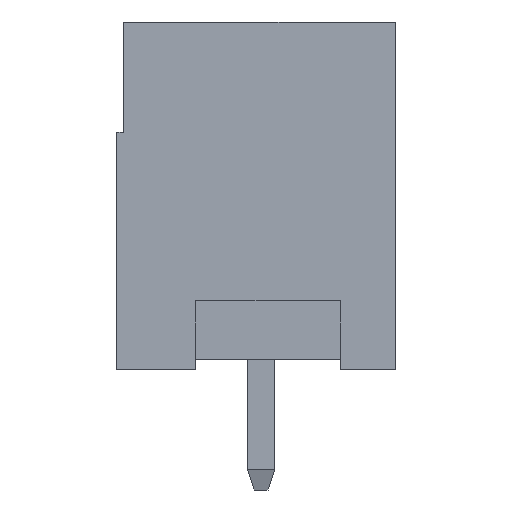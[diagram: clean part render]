
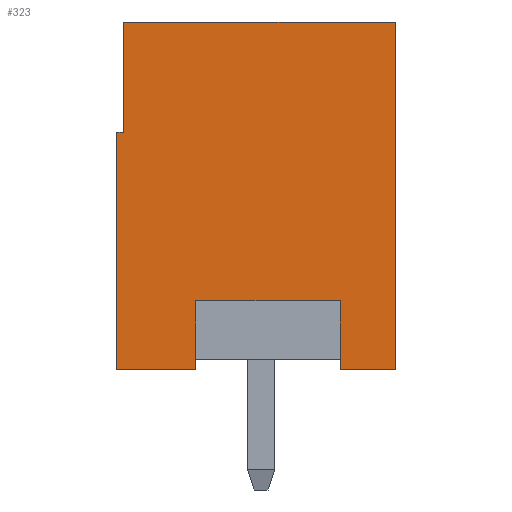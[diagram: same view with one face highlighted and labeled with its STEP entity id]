
A CAD part, left-side view. The second image highlights one B-rep face of the part: STEP entity #323.
In plain terms, the highlighted planar face has unit normal (-1, 0, 0).
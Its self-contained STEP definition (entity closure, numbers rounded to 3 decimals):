
#323 = ADVANCED_FACE( '', ( #798 ), #799, .T. );
#798 = FACE_OUTER_BOUND( '', #1461, .T. );
#799 = PLANE( '', #1462 );
#1461 = EDGE_LOOP( '', ( #2204, #2205, #2206, #2207, #2208, #2209, #2210, #2211, #2212, #2213 ) );
#1462 = AXIS2_PLACEMENT_3D( '', #2214, #2215, #2216 );
#2204 = ORIENTED_EDGE( '', *, *, #4127, .T. );
#2205 = ORIENTED_EDGE( '', *, *, #4128, .T. );
#2206 = ORIENTED_EDGE( '', *, *, #4129, .T. );
#2207 = ORIENTED_EDGE( '', *, *, #4130, .T. );
#2208 = ORIENTED_EDGE( '', *, *, #4131, .T. );
#2209 = ORIENTED_EDGE( '', *, *, #4132, .T. );
#2210 = ORIENTED_EDGE( '', *, *, #4133, .T. );
#2211 = ORIENTED_EDGE( '', *, *, #4134, .F. );
#2212 = ORIENTED_EDGE( '', *, *, #4135, .F. );
#2213 = ORIENTED_EDGE( '', *, *, #4136, .T. );
#2214 = CARTESIAN_POINT( '', ( -4.75, 0., 0. ) );
#2215 = DIRECTION( '', ( -1., 0., 0. ) );
#2216 = DIRECTION( '', ( 0., 0., 1. ) );
#4127 = EDGE_CURVE( '', #4972, #4973, #4974, .T. );
#4128 = EDGE_CURVE( '', #4973, #4975, #4976, .T. );
#4129 = EDGE_CURVE( '', #4975, #4977, #4978, .T. );
#4130 = EDGE_CURVE( '', #4977, #4979, #4980, .T. );
#4131 = EDGE_CURVE( '', #4979, #4981, #4982, .T. );
#4132 = EDGE_CURVE( '', #4981, #4983, #4984, .T. );
#4133 = EDGE_CURVE( '', #4983, #4985, #4986, .T. );
#4134 = EDGE_CURVE( '', #4987, #4985, #4988, .T. );
#4135 = EDGE_CURVE( '', #4989, #4987, #4990, .T. );
#4136 = EDGE_CURVE( '', #4989, #4972, #4991, .T. );
#4972 = VERTEX_POINT( '', #6196 );
#4973 = VERTEX_POINT( '', #6197 );
#4974 = LINE( '', #6198, #6199 );
#4975 = VERTEX_POINT( '', #6200 );
#4976 = LINE( '', #6201, #6202 );
#4977 = VERTEX_POINT( '', #6203 );
#4978 = LINE( '', #6204, #6205 );
#4979 = VERTEX_POINT( '', #6206 );
#4980 = LINE( '', #6207, #6208 );
#4981 = VERTEX_POINT( '', #6209 );
#4982 = LINE( '', #6210, #6211 );
#4983 = VERTEX_POINT( '', #6212 );
#4984 = LINE( '', #6213, #6214 );
#4985 = VERTEX_POINT( '', #6215 );
#4986 = LINE( '', #6216, #6217 );
#4987 = VERTEX_POINT( '', #6218 );
#4988 = LINE( '', #6219, #6220 );
#4989 = VERTEX_POINT( '', #6221 );
#4990 = LINE( '', #6222, #6223 );
#4991 = LINE( '', #6224, #6225 );
#6196 = CARTESIAN_POINT( '', ( -4.75, 4.05, -5.05 ) );
#6197 = CARTESIAN_POINT( '', ( -4.75, 1.75, -5.05 ) );
#6198 = CARTESIAN_POINT( '', ( -4.75, 4.05, -5.05 ) );
#6199 = VECTOR( '', #7736, 1000. );
#6200 = CARTESIAN_POINT( '', ( -4.75, 1.75, -3.05 ) );
#6201 = CARTESIAN_POINT( '', ( -4.75, 1.75, -5.05 ) );
#6202 = VECTOR( '', #7737, 1000. );
#6203 = CARTESIAN_POINT( '', ( -4.75, -2.45, -3.05 ) );
#6204 = CARTESIAN_POINT( '', ( -4.75, 1.75, -3.05 ) );
#6205 = VECTOR( '', #7738, 1000. );
#6206 = CARTESIAN_POINT( '', ( -4.75, -2.45, -5.05 ) );
#6207 = CARTESIAN_POINT( '', ( -4.75, -2.45, -3.05 ) );
#6208 = VECTOR( '', #7739, 1000. );
#6209 = CARTESIAN_POINT( '', ( -4.75, -4.05, -5.05 ) );
#6210 = CARTESIAN_POINT( '', ( -4.75, 4.05, -5.05 ) );
#6211 = VECTOR( '', #7740, 1000. );
#6212 = CARTESIAN_POINT( '', ( -4.75, -4.05, 5.05 ) );
#6213 = CARTESIAN_POINT( '', ( -4.75, -4.05, -5.05 ) );
#6214 = VECTOR( '', #7741, 1000. );
#6215 = CARTESIAN_POINT( '', ( -4.75, 3.85, 5.05 ) );
#6216 = CARTESIAN_POINT( '', ( -4.75, -4.05, 5.05 ) );
#6217 = VECTOR( '', #7742, 1000. );
#6218 = CARTESIAN_POINT( '', ( -4.75, 3.85, 1.85 ) );
#6219 = CARTESIAN_POINT( '', ( -4.75, 3.85, 0. ) );
#6220 = VECTOR( '', #7743, 1000. );
#6221 = CARTESIAN_POINT( '', ( -4.75, 4.05, 1.85 ) );
#6222 = CARTESIAN_POINT( '', ( -4.75, 0., 1.85 ) );
#6223 = VECTOR( '', #7744, 1000. );
#6224 = CARTESIAN_POINT( '', ( -4.75, 4.05, 5.05 ) );
#6225 = VECTOR( '', #7745, 1000. );
#7736 = DIRECTION( '', ( 0., -1., 0. ) );
#7737 = DIRECTION( '', ( 0., 0., 1. ) );
#7738 = DIRECTION( '', ( 0., -1., 0. ) );
#7739 = DIRECTION( '', ( 0., 0., -1. ) );
#7740 = DIRECTION( '', ( 0., -1., 0. ) );
#7741 = DIRECTION( '', ( 0., 0., 1. ) );
#7742 = DIRECTION( '', ( 0., 1., 0. ) );
#7743 = DIRECTION( '', ( 0., 0., 1. ) );
#7744 = DIRECTION( '', ( 0., -1., 0. ) );
#7745 = DIRECTION( '', ( 0., 0., -1. ) );
